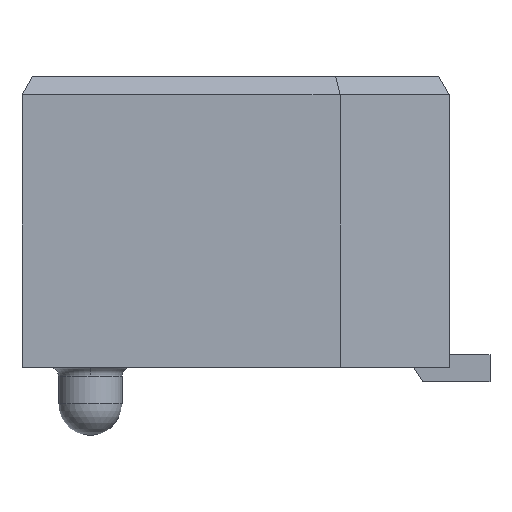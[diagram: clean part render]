
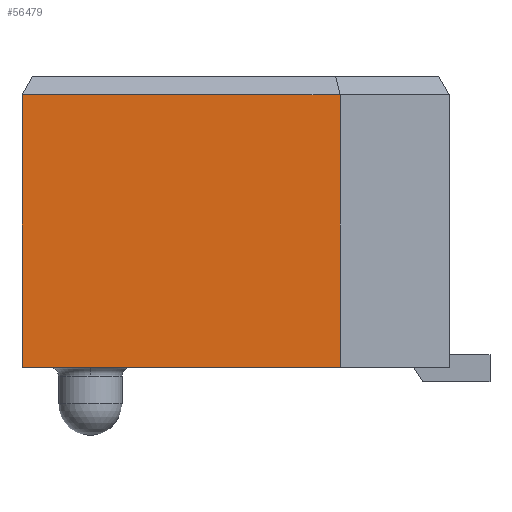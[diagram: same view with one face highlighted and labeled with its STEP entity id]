
A CAD part, left-side view. The second image highlights one B-rep face of the part: STEP entity #56479.
In plain terms, the highlighted planar face has unit normal (-1, 0, 0).
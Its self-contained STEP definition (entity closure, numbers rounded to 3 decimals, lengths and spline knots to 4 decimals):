
#693 = PLANE('',#694);
#694 = AXIS2_PLACEMENT_3D('',#695,#696,#697);
#695 = CARTESIAN_POINT('',(-17.5031,-2.9845,0.208));
#696 = DIRECTION('',(0.,0.,1.));
#697 = DIRECTION('',(-1.,0.,0.));
#777 = PLANE('',#778);
#778 = AXIS2_PLACEMENT_3D('',#779,#780,#781);
#779 = CARTESIAN_POINT('',(-17.5031,-1.4605,0.208));
#780 = DIRECTION('',(0.707,0.707,0.)
  );
#781 = DIRECTION('',(-0.707,0.707,0.
    ));
#22443 = PLANE('',#22444);
#22444 = AXIS2_PLACEMENT_3D('',#22445,#22446,#22447);
#22445 = CARTESIAN_POINT('',(-17.5031,2.9845,4.272));
#22446 = DIRECTION('',(0.,-1.,0.));
#22447 = DIRECTION('',(1.,0.,0.));
#33533 = VERTEX_POINT('',#33534);
#33534 = CARTESIAN_POINT('',(-17.5031,2.9845,0.208));
#33555 = EDGE_CURVE('',#33556,#33533,#33558,.T.);
#33556 = VERTEX_POINT('',#33557);
#33557 = CARTESIAN_POINT('',(-17.5031,-1.4605,0.208));
#33558 = SURFACE_CURVE('',#33559,(#33563,#33570),.PCURVE_S1.);
#33559 = LINE('',#33560,#33561);
#33560 = CARTESIAN_POINT('',(-17.5031,-2.9845,0.208));
#33561 = VECTOR('',#33562,1.);
#33562 = DIRECTION('',(0.,1.,0.));
#33563 = PCURVE('',#693,#33564);
#33564 = DEFINITIONAL_REPRESENTATION('',(#33565),#33569);
#33565 = LINE('',#33566,#33567);
#33566 = CARTESIAN_POINT('',(0.,0.));
#33567 = VECTOR('',#33568,1.);
#33568 = DIRECTION('',(0.,-1.));
#33569 = ( GEOMETRIC_REPRESENTATION_CONTEXT(2) 
PARAMETRIC_REPRESENTATION_CONTEXT() REPRESENTATION_CONTEXT('2D SPACE',''
  ) );
#33570 = PCURVE('',#33571,#33576);
#33571 = PLANE('',#33572);
#33572 = AXIS2_PLACEMENT_3D('',#33573,#33574,#33575);
#33573 = CARTESIAN_POINT('',(-17.5031,-2.9845,0.208));
#33574 = DIRECTION('',(-1.,0.,0.));
#33575 = DIRECTION('',(0.,-1.,0.));
#33576 = DEFINITIONAL_REPRESENTATION('',(#33577),#33581);
#33577 = LINE('',#33578,#33579);
#33578 = CARTESIAN_POINT('',(0.,0.));
#33579 = VECTOR('',#33580,1.);
#33580 = DIRECTION('',(-1.,0.));
#33581 = ( GEOMETRIC_REPRESENTATION_CONTEXT(2) 
PARAMETRIC_REPRESENTATION_CONTEXT() REPRESENTATION_CONTEXT('2D SPACE',''
  ) );
#34434 = VERTEX_POINT('',#34435);
#34435 = CARTESIAN_POINT('',(-17.5031,-1.4605,4.018));
#34456 = EDGE_CURVE('',#33556,#34434,#34457,.T.);
#34457 = SURFACE_CURVE('',#34458,(#34462,#34469),.PCURVE_S1.);
#34458 = LINE('',#34459,#34460);
#34459 = CARTESIAN_POINT('',(-17.5031,-1.4605,0.208));
#34460 = VECTOR('',#34461,1.);
#34461 = DIRECTION('',(0.,0.,1.));
#34462 = PCURVE('',#777,#34463);
#34463 = DEFINITIONAL_REPRESENTATION('',(#34464),#34468);
#34464 = LINE('',#34465,#34466);
#34465 = CARTESIAN_POINT('',(0.,0.));
#34466 = VECTOR('',#34467,1.);
#34467 = DIRECTION('',(0.,1.));
#34468 = ( GEOMETRIC_REPRESENTATION_CONTEXT(2) 
PARAMETRIC_REPRESENTATION_CONTEXT() REPRESENTATION_CONTEXT('2D SPACE',''
  ) );
#34469 = PCURVE('',#33571,#34470);
#34470 = DEFINITIONAL_REPRESENTATION('',(#34471),#34475);
#34471 = LINE('',#34472,#34473);
#34472 = CARTESIAN_POINT('',(-1.524,0.));
#34473 = VECTOR('',#34474,1.);
#34474 = DIRECTION('',(0.,1.));
#34475 = ( GEOMETRIC_REPRESENTATION_CONTEXT(2) 
PARAMETRIC_REPRESENTATION_CONTEXT() REPRESENTATION_CONTEXT('2D SPACE',''
  ) );
#56479 = ADVANCED_FACE('',(#56480),#33571,.T.);
#56480 = FACE_BOUND('',#56481,.T.);
#56481 = EDGE_LOOP('',(#56482,#56483,#56511,#56532));
#56482 = ORIENTED_EDGE('',*,*,#34456,.T.);
#56483 = ORIENTED_EDGE('',*,*,#56484,.T.);
#56484 = EDGE_CURVE('',#34434,#56485,#56487,.T.);
#56485 = VERTEX_POINT('',#56486);
#56486 = CARTESIAN_POINT('',(-17.5031,2.9845,4.018));
#56487 = SURFACE_CURVE('',#56488,(#56492,#56499),.PCURVE_S1.);
#56488 = LINE('',#56489,#56490);
#56489 = CARTESIAN_POINT('',(-17.5031,2.9845,4.018));
#56490 = VECTOR('',#56491,1.);
#56491 = DIRECTION('',(0.,1.,0.));
#56492 = PCURVE('',#33571,#56493);
#56493 = DEFINITIONAL_REPRESENTATION('',(#56494),#56498);
#56494 = LINE('',#56495,#56496);
#56495 = CARTESIAN_POINT('',(-5.969,3.81));
#56496 = VECTOR('',#56497,1.);
#56497 = DIRECTION('',(-1.,0.));
#56498 = ( GEOMETRIC_REPRESENTATION_CONTEXT(2) 
PARAMETRIC_REPRESENTATION_CONTEXT() REPRESENTATION_CONTEXT('2D SPACE',''
  ) );
#56499 = PCURVE('',#56500,#56505);
#56500 = PLANE('',#56501);
#56501 = AXIS2_PLACEMENT_3D('',#56502,#56503,#56504);
#56502 = CARTESIAN_POINT('',(-17.5031,-2.9845,4.018));
#56503 = DIRECTION('',(-0.866,0.,0.5));
#56504 = DIRECTION('',(-0.5,0.,-0.866));
#56505 = DEFINITIONAL_REPRESENTATION('',(#56506),#56510);
#56506 = LINE('',#56507,#56508);
#56507 = CARTESIAN_POINT('',(0.,-5.969));
#56508 = VECTOR('',#56509,1.);
#56509 = DIRECTION('',(0.,-1.));
#56510 = ( GEOMETRIC_REPRESENTATION_CONTEXT(2) 
PARAMETRIC_REPRESENTATION_CONTEXT() REPRESENTATION_CONTEXT('2D SPACE',''
  ) );
#56511 = ORIENTED_EDGE('',*,*,#56512,.F.);
#56512 = EDGE_CURVE('',#33533,#56485,#56513,.T.);
#56513 = SURFACE_CURVE('',#56514,(#56518,#56525),.PCURVE_S1.);
#56514 = LINE('',#56515,#56516);
#56515 = CARTESIAN_POINT('',(-17.5031,2.9845,0.208));
#56516 = VECTOR('',#56517,1.);
#56517 = DIRECTION('',(0.,0.,1.));
#56518 = PCURVE('',#33571,#56519);
#56519 = DEFINITIONAL_REPRESENTATION('',(#56520),#56524);
#56520 = LINE('',#56521,#56522);
#56521 = CARTESIAN_POINT('',(-5.969,0.));
#56522 = VECTOR('',#56523,1.);
#56523 = DIRECTION('',(0.,1.));
#56524 = ( GEOMETRIC_REPRESENTATION_CONTEXT(2) 
PARAMETRIC_REPRESENTATION_CONTEXT() REPRESENTATION_CONTEXT('2D SPACE',''
  ) );
#56525 = PCURVE('',#22443,#56526);
#56526 = DEFINITIONAL_REPRESENTATION('',(#56527),#56531);
#56527 = LINE('',#56528,#56529);
#56528 = CARTESIAN_POINT('',(0.,-4.064));
#56529 = VECTOR('',#56530,1.);
#56530 = DIRECTION('',(0.,1.));
#56531 = ( GEOMETRIC_REPRESENTATION_CONTEXT(2) 
PARAMETRIC_REPRESENTATION_CONTEXT() REPRESENTATION_CONTEXT('2D SPACE',''
  ) );
#56532 = ORIENTED_EDGE('',*,*,#33555,.F.);
